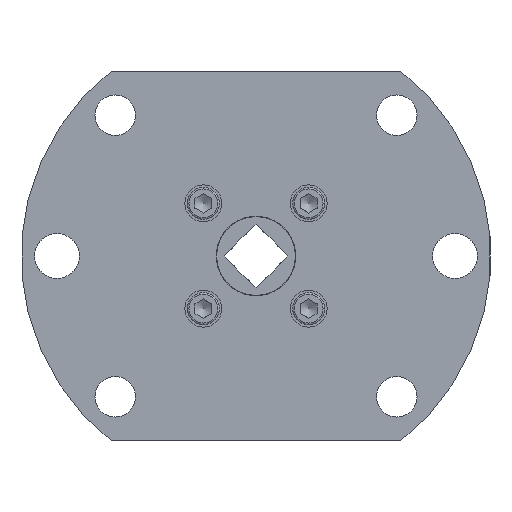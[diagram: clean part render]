
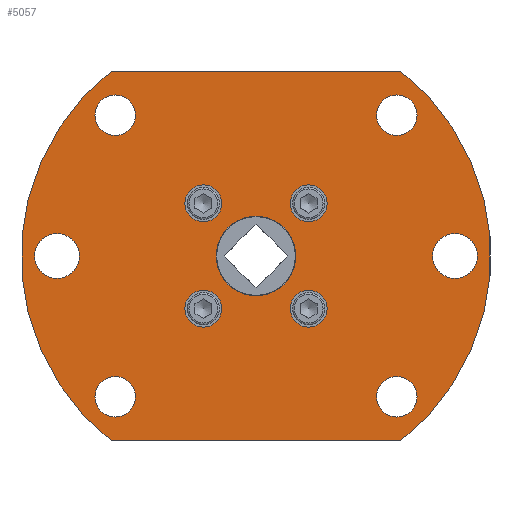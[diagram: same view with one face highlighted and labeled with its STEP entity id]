
A CAD part, front view. The second image highlights one B-rep face of the part: STEP entity #5057.
In plain terms, the highlighted planar face has unit normal (0, -1, 0).
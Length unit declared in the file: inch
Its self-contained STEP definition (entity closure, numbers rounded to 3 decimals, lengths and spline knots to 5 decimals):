
#340=LINE('',#7938,#587);
#343=LINE('',#7944,#590);
#587=VECTOR('',#6334,0.3937);
#590=VECTOR('',#6339,0.3937);
#824=PLANE('',#5518);
#1013=FACE_BOUND('',#1673,.T.);
#1014=FACE_BOUND('',#1674,.T.);
#1015=FACE_BOUND('',#1675,.T.);
#1016=FACE_BOUND('',#1676,.T.);
#1017=FACE_BOUND('',#1677,.T.);
#1018=FACE_BOUND('',#1678,.T.);
#1019=FACE_BOUND('',#1679,.T.);
#1020=FACE_BOUND('',#1680,.T.);
#1021=FACE_BOUND('',#1681,.T.);
#1022=FACE_BOUND('',#1682,.T.);
#1023=FACE_BOUND('',#1683,.T.);
#1264=FACE_OUTER_BOUND('',#1672,.T.);
#1672=EDGE_LOOP('',(#3776,#3777,#3778,#3779));
#1673=EDGE_LOOP('',(#3780));
#1674=EDGE_LOOP('',(#3781));
#1675=EDGE_LOOP('',(#3782));
#1676=EDGE_LOOP('',(#3783));
#1677=EDGE_LOOP('',(#3784));
#1678=EDGE_LOOP('',(#3785));
#1679=EDGE_LOOP('',(#3786));
#1680=EDGE_LOOP('',(#3787));
#1681=EDGE_LOOP('',(#3788));
#1682=EDGE_LOOP('',(#3789));
#1683=EDGE_LOOP('',(#3790));
#2170=CIRCLE('',#5467,0.155);
#2173=CIRCLE('',#5472,0.155);
#2175=CIRCLE('',#5476,0.155);
#2178=CIRCLE('',#5481,0.155);
#2179=CIRCLE('',#5483,0.18788);
#2180=CIRCLE('',#5485,0.18788);
#2183=CIRCLE('',#5491,0.17);
#2186=CIRCLE('',#5497,0.17);
#2189=CIRCLE('',#5503,0.17);
#2192=CIRCLE('',#5509,0.17);
#2193=CIRCLE('',#5511,0.3345);
#2194=CIRCLE('',#5515,1.97);
#2195=CIRCLE('',#5517,1.97);
#2503=VERTEX_POINT('',#7865);
#2506=VERTEX_POINT('',#7873);
#2508=VERTEX_POINT('',#7879);
#2511=VERTEX_POINT('',#7887);
#2512=VERTEX_POINT('',#7890);
#2513=VERTEX_POINT('',#7893);
#2516=VERTEX_POINT('',#7902);
#2519=VERTEX_POINT('',#7911);
#2522=VERTEX_POINT('',#7920);
#2525=VERTEX_POINT('',#7929);
#2526=VERTEX_POINT('',#7932);
#2527=VERTEX_POINT('',#7935);
#2528=VERTEX_POINT('',#7937);
#2529=VERTEX_POINT('',#7941);
#2530=VERTEX_POINT('',#7943);
#3011=EDGE_CURVE('',#2503,#2503,#2170,.T.);
#3014=EDGE_CURVE('',#2506,#2506,#2173,.T.);
#3016=EDGE_CURVE('',#2508,#2508,#2175,.T.);
#3019=EDGE_CURVE('',#2511,#2511,#2178,.T.);
#3020=EDGE_CURVE('',#2512,#2512,#2179,.T.);
#3021=EDGE_CURVE('',#2513,#2513,#2180,.T.);
#3024=EDGE_CURVE('',#2516,#2516,#2183,.T.);
#3027=EDGE_CURVE('',#2519,#2519,#2186,.T.);
#3030=EDGE_CURVE('',#2522,#2522,#2189,.T.);
#3033=EDGE_CURVE('',#2525,#2525,#2192,.T.);
#3034=EDGE_CURVE('',#2526,#2526,#2193,.T.);
#3036=EDGE_CURVE('',#2528,#2527,#340,.T.);
#3039=EDGE_CURVE('',#2530,#2529,#343,.T.);
#3041=EDGE_CURVE('',#2529,#2528,#2194,.T.);
#3042=EDGE_CURVE('',#2527,#2530,#2195,.T.);
#3776=ORIENTED_EDGE('',*,*,#3036,.T.);
#3777=ORIENTED_EDGE('',*,*,#3042,.T.);
#3778=ORIENTED_EDGE('',*,*,#3039,.T.);
#3779=ORIENTED_EDGE('',*,*,#3041,.T.);
#3780=ORIENTED_EDGE('',*,*,#3011,.T.);
#3781=ORIENTED_EDGE('',*,*,#3014,.T.);
#3782=ORIENTED_EDGE('',*,*,#3016,.T.);
#3783=ORIENTED_EDGE('',*,*,#3019,.T.);
#3784=ORIENTED_EDGE('',*,*,#3020,.T.);
#3785=ORIENTED_EDGE('',*,*,#3021,.T.);
#3786=ORIENTED_EDGE('',*,*,#3024,.T.);
#3787=ORIENTED_EDGE('',*,*,#3027,.T.);
#3788=ORIENTED_EDGE('',*,*,#3030,.T.);
#3789=ORIENTED_EDGE('',*,*,#3033,.T.);
#3790=ORIENTED_EDGE('',*,*,#3034,.T.);
#5057=ADVANCED_FACE('',(#1264,#1013,#1014,#1015,#1016,#1017,#1018,#1019,
#1020,#1021,#1022,#1023),#824,.F.);
#5467=AXIS2_PLACEMENT_3D('',#7866,#6241,#6242);
#5472=AXIS2_PLACEMENT_3D('',#7874,#6251,#6252);
#5476=AXIS2_PLACEMENT_3D('',#7880,#6259,#6260);
#5481=AXIS2_PLACEMENT_3D('',#7888,#6269,#6270);
#5483=AXIS2_PLACEMENT_3D('',#7891,#6273,#6274);
#5485=AXIS2_PLACEMENT_3D('',#7894,#6277,#6278);
#5491=AXIS2_PLACEMENT_3D('',#7903,#6289,#6290);
#5497=AXIS2_PLACEMENT_3D('',#7912,#6301,#6302);
#5503=AXIS2_PLACEMENT_3D('',#7921,#6313,#6314);
#5509=AXIS2_PLACEMENT_3D('',#7930,#6325,#6326);
#5511=AXIS2_PLACEMENT_3D('',#7933,#6329,#6330);
#5515=AXIS2_PLACEMENT_3D('',#7947,#6343,#6344);
#5517=AXIS2_PLACEMENT_3D('',#7949,#6347,#6348);
#5518=AXIS2_PLACEMENT_3D('',#7950,#6349,#6350);
#6241=DIRECTION('center_axis',(0.,1.,0.));
#6242=DIRECTION('ref_axis',(1.,0.,0.));
#6251=DIRECTION('center_axis',(0.,1.,0.));
#6252=DIRECTION('ref_axis',(1.,0.,0.));
#6259=DIRECTION('center_axis',(0.,1.,0.));
#6260=DIRECTION('ref_axis',(1.,0.,0.));
#6269=DIRECTION('center_axis',(0.,1.,0.));
#6270=DIRECTION('ref_axis',(1.,0.,0.));
#6273=DIRECTION('center_axis',(0.,1.,0.));
#6274=DIRECTION('ref_axis',(1.,0.,0.));
#6277=DIRECTION('center_axis',(0.,1.,0.));
#6278=DIRECTION('ref_axis',(1.,0.,0.));
#6289=DIRECTION('center_axis',(0.,1.,0.));
#6290=DIRECTION('ref_axis',(1.,0.,0.));
#6301=DIRECTION('center_axis',(0.,1.,0.));
#6302=DIRECTION('ref_axis',(1.,0.,0.));
#6313=DIRECTION('center_axis',(0.,1.,0.));
#6314=DIRECTION('ref_axis',(1.,0.,0.));
#6325=DIRECTION('center_axis',(0.,1.,0.));
#6326=DIRECTION('ref_axis',(1.,0.,0.));
#6329=DIRECTION('center_axis',(0.,1.,0.));
#6330=DIRECTION('ref_axis',(1.,0.,0.));
#6334=DIRECTION('',(1.,0.,0.));
#6339=DIRECTION('',(-1.,0.,0.));
#6343=DIRECTION('center_axis',(0.,-1.,0.));
#6344=DIRECTION('ref_axis',(1.,0.,0.));
#6347=DIRECTION('center_axis',(0.,-1.,0.));
#6348=DIRECTION('ref_axis',(1.,0.,0.));
#6349=DIRECTION('center_axis',(0.,1.,0.));
#6350=DIRECTION('ref_axis',(0.,0.,
1.));
#7865=CARTESIAN_POINT('',(-0.28694,0.,0.44194));
#7866=CARTESIAN_POINT('Origin',(-0.44194,0.,
0.44194));
#7873=CARTESIAN_POINT('',(0.59694,0.,0.44194));
#7874=CARTESIAN_POINT('Origin',(0.44194,0.,
0.44194));
#7879=CARTESIAN_POINT('',(-0.28694,0.,-0.44194));
#7880=CARTESIAN_POINT('Origin',(-0.44194,0.,
-0.44194));
#7887=CARTESIAN_POINT('',(0.59694,0.,-0.44194));
#7888=CARTESIAN_POINT('Origin',(0.44194,0.,
-0.44194));
#7890=CARTESIAN_POINT('',(-1.85788,0.,0.));
#7891=CARTESIAN_POINT('Origin',(-1.67,0.,0.));
#7893=CARTESIAN_POINT('',(1.48213,0.,0.));
#7894=CARTESIAN_POINT('Origin',(1.67,0.,0.));
#7902=CARTESIAN_POINT('',(1.01087,0.,1.18087));
#7903=CARTESIAN_POINT('Origin',(1.18087,0.,
1.18087));
#7911=CARTESIAN_POINT('',(-1.35087,0.,-1.18087));
#7912=CARTESIAN_POINT('Origin',(-1.18087,0.,
-1.18087));
#7920=CARTESIAN_POINT('',(1.01087,0.,-1.18087));
#7921=CARTESIAN_POINT('Origin',(1.18087,0.,-1.18087));
#7929=CARTESIAN_POINT('',(-1.35087,0.,1.18087));
#7930=CARTESIAN_POINT('Origin',(-1.18087,0.,
1.18087));
#7932=CARTESIAN_POINT('',(-0.3345,0.,0.));
#7933=CARTESIAN_POINT('Origin',(0.,0.,
0.));
#7935=CARTESIAN_POINT('',(1.21589,0.,-1.55));
#7937=CARTESIAN_POINT('',(-1.21589,0.,-1.55));
#7938=CARTESIAN_POINT('',(0.60795,0.,-1.55));
#7941=CARTESIAN_POINT('',(-1.21589,0.,1.55));
#7943=CARTESIAN_POINT('',(1.21589,0.,1.55));
#7944=CARTESIAN_POINT('',(-0.60795,0.,1.55));
#7947=CARTESIAN_POINT('Origin',(0.,0.,
0.));
#7949=CARTESIAN_POINT('Origin',(0.,0.,
0.));
#7950=CARTESIAN_POINT('Origin',(0.,0.,
0.));
